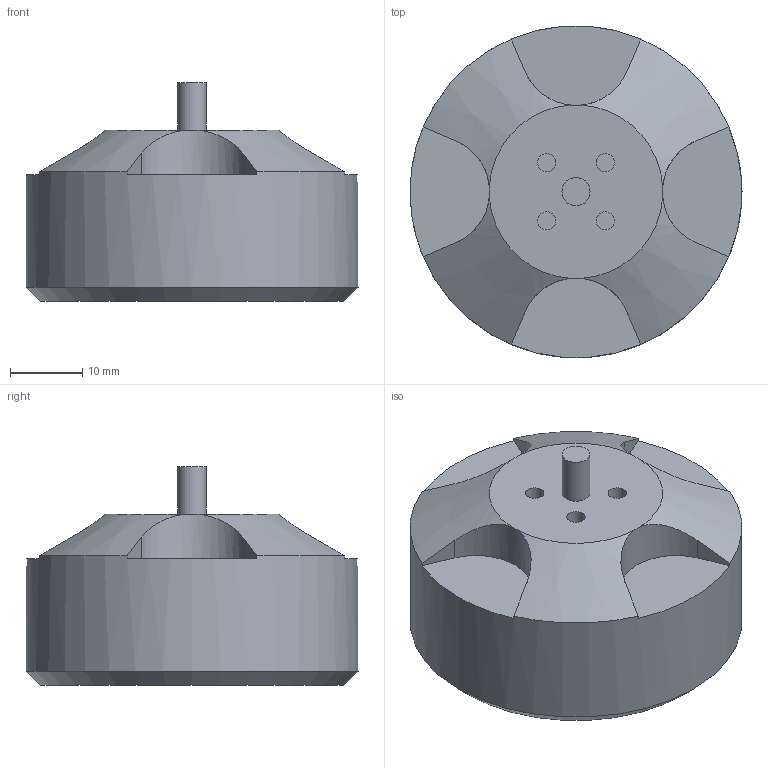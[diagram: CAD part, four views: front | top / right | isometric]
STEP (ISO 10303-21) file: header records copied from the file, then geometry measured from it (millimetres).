
FILE_DESCRIPTION(/* description */ (''),/* implementation_level */ '2;1');
FILE_NAME(/* name */ '20021-022_motor.step',/* time_stamp */ '2020-02-15T13:42:58-07:00',/* author */ (''),/* organization */ (''),/* preprocessor_version */ 'ST-DEVELOPER v18',/* originating_system */ 'Autodesk Translation Framework v8.12.0.6',/* authorisation */ '');
FILE_SCHEMA (('AUTOMOTIVE_DESIGN { 1 0 10303 214 3 1 1 }'));
Length unit declared in the file: millimetre
Products named in the file (1): 20021-022_motor
Bounding box: 46.1 x 46.1 x 30.4 mm (x, y, z)
Volume: 33942.7 mm3; surface area: 6491.2 mm2
Topology: 1 solids, 1 shells, 34 faces, 88 edges, 61 vertices
Faces by surface type: plane 19, cylinder 10, cone 5
Full cylindrical faces by diameter (mm): 2.529 x4, 3.9 x1, 46.1 x1
Entity records: 1165 total; most frequent: CARTESIAN_POINT 256, DIRECTION 191, ORIENTED_EDGE 176, EDGE_CURVE 88, AXIS2_PLACEMENT_3D 76, VERTEX_POINT 61, CIRCLE 41, EDGE_LOOP 39
